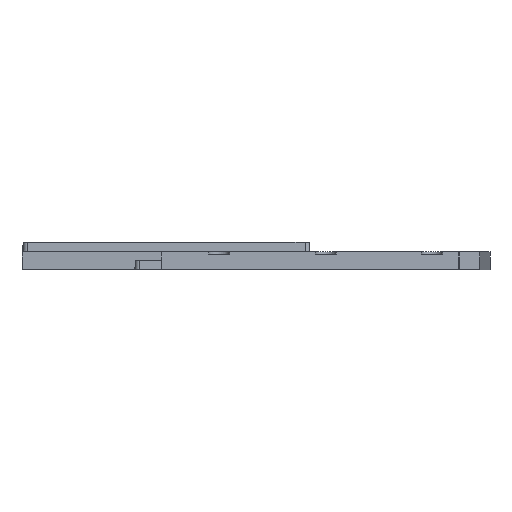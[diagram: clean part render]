
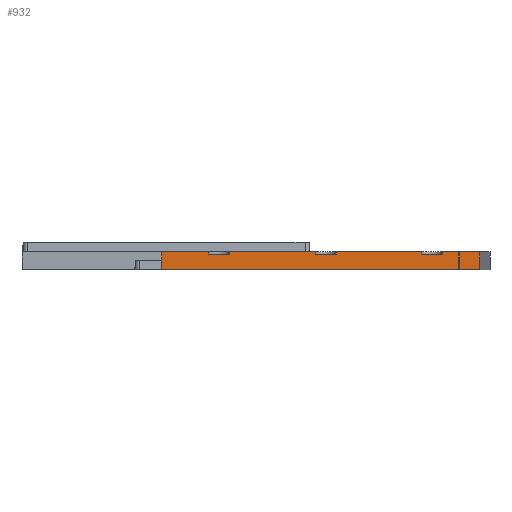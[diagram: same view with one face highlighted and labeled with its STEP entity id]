
A CAD part, front view. The second image highlights one B-rep face of the part: STEP entity #932.
In plain terms, the highlighted planar face has unit normal (0, -1, 0).
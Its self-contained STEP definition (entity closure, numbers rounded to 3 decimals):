
#932 = ADVANCED_FACE( '', ( #1196 ), #1197, .T. );
#1196 = FACE_OUTER_BOUND( '', #1706, .T. );
#1197 = PLANE( '', #1707 );
#1706 = EDGE_LOOP( '', ( #2331, #2332, #2333, #2334, #2335, #2336, #2337, #2338, #2339, #2340, #2341, #2342, #2343, #2344, #2345, #2346 ) );
#1707 = AXIS2_PLACEMENT_3D( '', #2347, #2348, #2349 );
#2331 = ORIENTED_EDGE( '', *, *, #4589, .F. );
#2332 = ORIENTED_EDGE( '', *, *, #4525, .T. );
#2333 = ORIENTED_EDGE( '', *, *, #4590, .F. );
#2334 = ORIENTED_EDGE( '', *, *, #4591, .T. );
#2335 = ORIENTED_EDGE( '', *, *, #4592, .F. );
#2336 = ORIENTED_EDGE( '', *, *, #4549, .T. );
#2337 = ORIENTED_EDGE( '', *, *, #4593, .F. );
#2338 = ORIENTED_EDGE( '', *, *, #4587, .T. );
#2339 = ORIENTED_EDGE( '', *, *, #4594, .F. );
#2340 = ORIENTED_EDGE( '', *, *, #4545, .T. );
#2341 = ORIENTED_EDGE( '', *, *, #4559, .T. );
#2342 = ORIENTED_EDGE( '', *, *, #4574, .F. );
#2343 = ORIENTED_EDGE( '', *, *, #4595, .F. );
#2344 = ORIENTED_EDGE( '', *, *, #4529, .T. );
#2345 = ORIENTED_EDGE( '', *, *, #4561, .F. );
#2346 = ORIENTED_EDGE( '', *, *, #4596, .T. );
#2347 = CARTESIAN_POINT( '', ( 141.655, -65., 8. ) );
#2348 = DIRECTION( '', ( 0., -1., 0. ) );
#2349 = DIRECTION( '', ( 1., 0., 0. ) );
#4525 = EDGE_CURVE( '', #5139, #5140, #5141, .T. );
#4529 = EDGE_CURVE( '', #5148, #5146, #5149, .T. );
#4545 = EDGE_CURVE( '', #5180, #5178, #5181, .T. );
#4549 = EDGE_CURVE( '', #5188, #5186, #5189, .T. );
#4559 = EDGE_CURVE( '', #5178, #5205, #5208, .T. );
#4561 = EDGE_CURVE( '', #5210, #5146, #5211, .T. );
#4574 = EDGE_CURVE( '', #5232, #5205, #5234, .T. );
#4587 = EDGE_CURVE( '', #5256, #5254, #5257, .T. );
#4589 = EDGE_CURVE( '', #5139, #5259, #5260, .T. );
#4590 = EDGE_CURVE( '', #5261, #5140, #5262, .T. );
#4591 = EDGE_CURVE( '', #5261, #5263, #5264, .T. );
#4592 = EDGE_CURVE( '', #5188, #5263, #5265, .T. );
#4593 = EDGE_CURVE( '', #5256, #5186, #5266, .T. );
#4594 = EDGE_CURVE( '', #5180, #5254, #5267, .T. );
#4595 = EDGE_CURVE( '', #5148, #5232, #5268, .T. );
#4596 = EDGE_CURVE( '', #5210, #5259, #5269, .T. );
#5139 = VERTEX_POINT( '', #6167 );
#5140 = VERTEX_POINT( '', #6168 );
#5141 = LINE( '', #6169, #6170 );
#5146 = VERTEX_POINT( '', #6176 );
#5148 = VERTEX_POINT( '', #6179 );
#5149 = LINE( '', #6180, #6181 );
#5178 = VERTEX_POINT( '', #6221 );
#5180 = VERTEX_POINT( '', #6224 );
#5181 = LINE( '', #6225, #6226 );
#5186 = VERTEX_POINT( '', #6232 );
#5188 = VERTEX_POINT( '', #6235 );
#5189 = LINE( '', #6236, #6237 );
#5205 = VERTEX_POINT( '', #6257 );
#5208 = LINE( '', #6261, #6262 );
#5210 = VERTEX_POINT( '', #6265 );
#5211 = LINE( '', #6266, #6267 );
#5232 = VERTEX_POINT( '', #6292 );
#5234 = LINE( '', #6295, #6296 );
#5254 = VERTEX_POINT( '', #6322 );
#5256 = VERTEX_POINT( '', #6325 );
#5257 = LINE( '', #6326, #6327 );
#5259 = VERTEX_POINT( '', #6330 );
#5260 = LINE( '', #6331, #6332 );
#5261 = VERTEX_POINT( '', #6333 );
#5262 = LINE( '', #6334, #6335 );
#5263 = VERTEX_POINT( '', #6336 );
#5264 = LINE( '', #6337, #6338 );
#5265 = LINE( '', #6339, #6340 );
#5266 = LINE( '', #6341, #6342 );
#5267 = LINE( '', #6343, #6344 );
#5268 = LINE( '', #6345, #6346 );
#5269 = LINE( '', #6347, #6348 );
#6167 = CARTESIAN_POINT( '', ( 115.25, -65., 8. ) );
#6168 = CARTESIAN_POINT( '', ( 76.75, -65., 8. ) );
#6169 = CARTESIAN_POINT( '', ( 141.655, -65., 8. ) );
#6170 = VECTOR( '', #8583, 1000. );
#6176 = CARTESIAN_POINT( '', ( 124.75, -65., 8. ) );
#6179 = CARTESIAN_POINT( '', ( 141.655, -65., 8. ) );
#6180 = CARTESIAN_POINT( '', ( 141.655, -65., 8. ) );
#6181 = VECTOR( '', #8589, 1000. );
#6221 = CARTESIAN_POINT( '', ( -2.195, -65., 8. ) );
#6224 = CARTESIAN_POINT( '', ( 19.25, -65., 8. ) );
#6225 = CARTESIAN_POINT( '', ( 141.655, -65., 8. ) );
#6226 = VECTOR( '', #8611, 1000. );
#6232 = CARTESIAN_POINT( '', ( 28.75, -65., 8. ) );
#6235 = CARTESIAN_POINT( '', ( 67.25, -65., 8. ) );
#6236 = CARTESIAN_POINT( '', ( 141.655, -65., 8. ) );
#6237 = VECTOR( '', #8617, 1000. );
#6257 = CARTESIAN_POINT( '', ( -2.195, -65., 0. ) );
#6261 = CARTESIAN_POINT( '', ( -2.195, -65., 8. ) );
#6262 = VECTOR( '', #8635, 1000. );
#6265 = CARTESIAN_POINT( '', ( 124.75, -65., 7. ) );
#6266 = CARTESIAN_POINT( '', ( 124.75, -65., 8. ) );
#6267 = VECTOR( '', #8637, 1000. );
#6292 = CARTESIAN_POINT( '', ( 141.655, -65., 0. ) );
#6295 = CARTESIAN_POINT( '', ( 141.655, -65., 0. ) );
#6296 = VECTOR( '', #8664, 1000. );
#6322 = CARTESIAN_POINT( '', ( 19.25, -65., 7. ) );
#6325 = CARTESIAN_POINT( '', ( 28.75, -65., 7. ) );
#6326 = CARTESIAN_POINT( '', ( 141.655, -65., 7. ) );
#6327 = VECTOR( '', #8687, 1000. );
#6330 = CARTESIAN_POINT( '', ( 115.25, -65., 7. ) );
#6331 = CARTESIAN_POINT( '', ( 115.25, -65., 8. ) );
#6332 = VECTOR( '', #8689, 1000. );
#6333 = CARTESIAN_POINT( '', ( 76.75, -65., 7. ) );
#6334 = CARTESIAN_POINT( '', ( 76.75, -65., 8. ) );
#6335 = VECTOR( '', #8690, 1000. );
#6336 = CARTESIAN_POINT( '', ( 67.25, -65., 7. ) );
#6337 = CARTESIAN_POINT( '', ( 141.655, -65., 7. ) );
#6338 = VECTOR( '', #8691, 1000. );
#6339 = CARTESIAN_POINT( '', ( 67.25, -65., 8. ) );
#6340 = VECTOR( '', #8692, 1000. );
#6341 = CARTESIAN_POINT( '', ( 28.75, -65., 8. ) );
#6342 = VECTOR( '', #8693, 1000. );
#6343 = CARTESIAN_POINT( '', ( 19.25, -65., 8. ) );
#6344 = VECTOR( '', #8694, 1000. );
#6345 = CARTESIAN_POINT( '', ( 141.655, -65., 8. ) );
#6346 = VECTOR( '', #8695, 1000. );
#6347 = CARTESIAN_POINT( '', ( 141.655, -65., 7. ) );
#6348 = VECTOR( '', #8696, 1000. );
#8583 = DIRECTION( '', ( -1., 0., 0. ) );
#8589 = DIRECTION( '', ( -1., 0., 0. ) );
#8611 = DIRECTION( '', ( -1., 0., 0. ) );
#8617 = DIRECTION( '', ( -1., 0., 0. ) );
#8635 = DIRECTION( '', ( 0., 0., -1. ) );
#8637 = DIRECTION( '', ( 0., 0., 1. ) );
#8664 = DIRECTION( '', ( -1., 0., 0. ) );
#8687 = DIRECTION( '', ( -1., 0., 0. ) );
#8689 = DIRECTION( '', ( 0., 0., -1. ) );
#8690 = DIRECTION( '', ( 0., 0., 1. ) );
#8691 = DIRECTION( '', ( -1., 0., 0. ) );
#8692 = DIRECTION( '', ( 0., 0., -1. ) );
#8693 = DIRECTION( '', ( 0., 0., 1. ) );
#8694 = DIRECTION( '', ( 0., 0., -1. ) );
#8695 = DIRECTION( '', ( 0., 0., -1. ) );
#8696 = DIRECTION( '', ( -1., 0., 0. ) );
